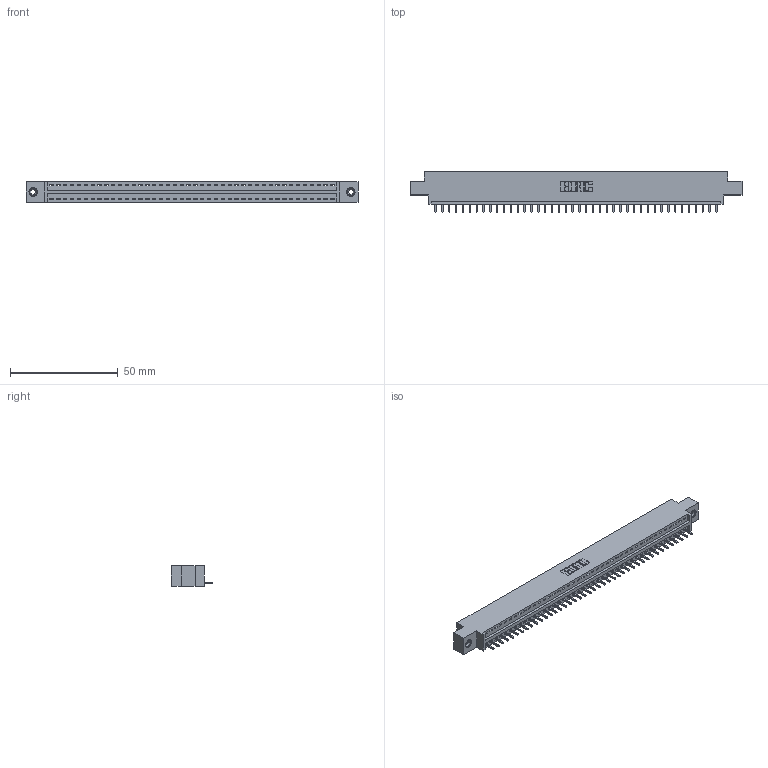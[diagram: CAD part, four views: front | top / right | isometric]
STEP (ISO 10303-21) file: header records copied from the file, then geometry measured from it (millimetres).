
FILE_DESCRIPTION (( 'STEP AP203' ), '1' );
FILE_NAME ('396-042-521-608.STEP', '2018-09-06T23:41:14', ( '' ), ( '' ), 'SwSTEP 2.0', 'SolidWorks 2016', '' );
FILE_SCHEMA (( 'CONFIG_CONTROL_DESIGN' ));
Length unit declared in the file: inch
Products named in the file (4): 345-292-001_345-293-121; 345-250-001_345-250-003-102; 396-042-521-608; 346 Part_0.170 Offset - 0.156 Dia-TI
Assembly tree (45 placements, depth 2):
  396-042-521-608
    346 Part_0.170 Offset - 0.156 Dia-TI
    345-292-001_345-293-121  x42
    345-250-001_345-250-003-102  x2
Bounding box: 153.92 x 19.05 x 9.4 mm (x, y, z)
Volume: 14453.3 mm3; surface area: 17771.6 mm2
Topology: 45 solids, 45 shells, 2622 faces, 7869 edges, 5182 vertices
Faces by surface type: plane 1792, cylinder 814, cone 12, torus 4
Entity records: 27402 total; most frequent: CARTESIAN_POINT 4681, ORIENTED_EDGE 4650, DIRECTION 4155, EDGE_CURVE 2325, VECTOR 2005, LINE 2005, VERTEX_POINT 1544, AXIS2_PLACEMENT_3D 1075
